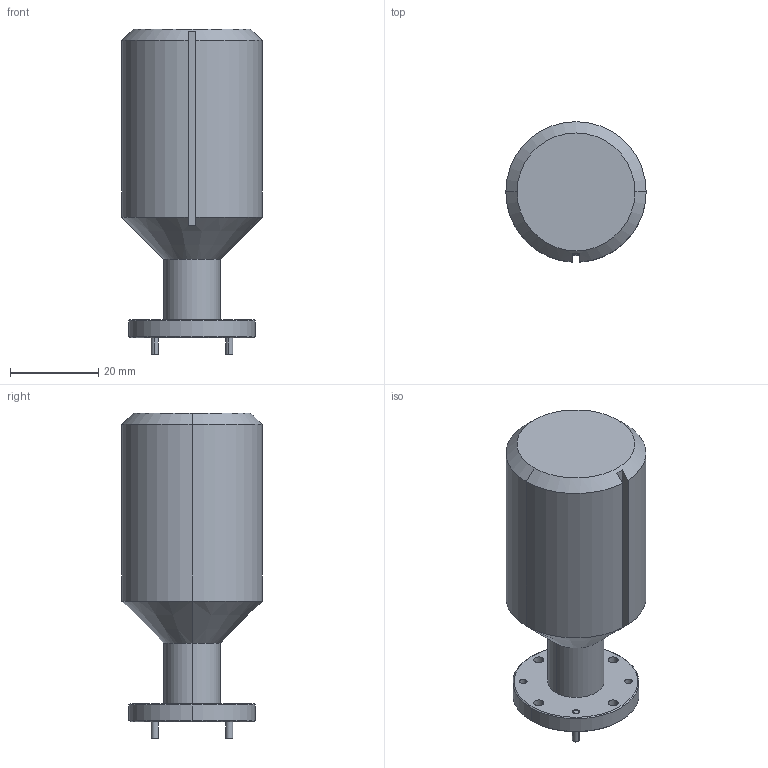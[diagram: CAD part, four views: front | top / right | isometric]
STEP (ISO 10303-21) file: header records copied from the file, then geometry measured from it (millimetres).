
FILE_DESCRIPTION (( 'STEP AP214' ), '1' );
FILE_NAME ('AF-CQ17-250-A.STEP', '2024-06-21T01:00:57', ( '' ), ( '' ), 'SwSTEP 2.0', 'SolidWorks 2021', '' );
FILE_SCHEMA (( 'AUTOMOTIVE_DESIGN' ));
Length unit declared in the file: inch
Products named in the file (1): AF-CQ17-250-A
Bounding box: 31.75 x 31.73 x 73.72 mm (x, y, z)
Volume: 41192.7 mm3; surface area: 8308.7 mm2
Topology: 3 solids, 3 shells, 84 faces, 196 edges, 122 vertices
Faces by surface type: cylinder 43, cone 24, plane 17
Entity records: 3615 total; most frequent: DIRECTION 476, CARTESIAN_POINT 429, ORIENTED_EDGE 392, AXIS2_PLACEMENT_3D 201, EDGE_CURVE 196, VERTEX_POINT 122, CIRCLE 116, EDGE_LOOP 104
